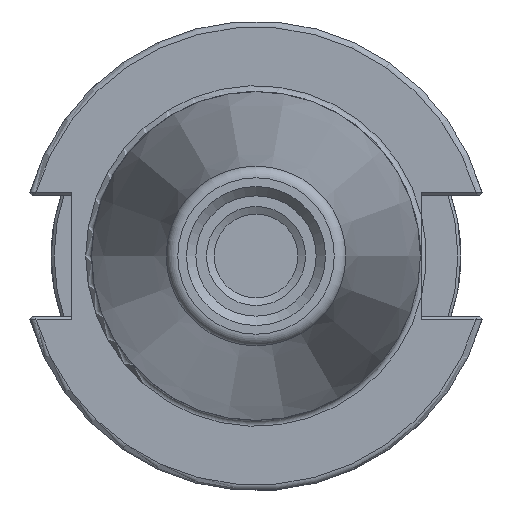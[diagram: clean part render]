
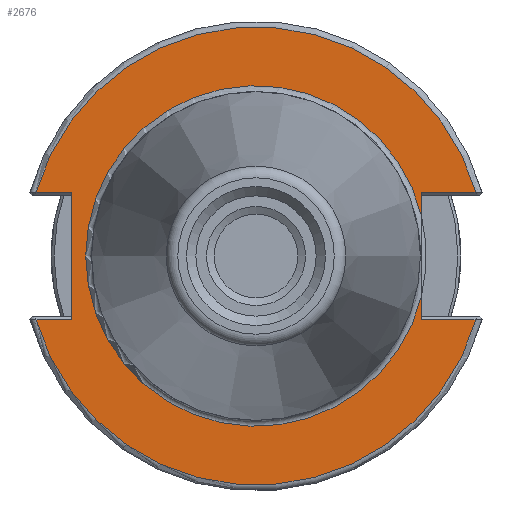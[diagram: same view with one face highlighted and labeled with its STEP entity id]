
A CAD part, left-side view. The second image highlights one B-rep face of the part: STEP entity #2676.
In plain terms, the highlighted planar face has unit normal (-1, 0, 0).
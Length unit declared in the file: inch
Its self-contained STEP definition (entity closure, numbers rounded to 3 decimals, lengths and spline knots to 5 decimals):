
#222=LINE('',#3986,#405);
#237=LINE('',#4068,#420);
#241=LINE('',#4079,#424);
#242=LINE('',#4081,#425);
#250=LINE('',#4096,#433);
#251=LINE('',#4099,#434);
#252=LINE('',#4102,#435);
#405=VECTOR('',#3306,0.67625);
#420=VECTOR('',#3329,0.19091);
#424=VECTOR('',#3339,0.12159);
#425=VECTOR('',#3340,0.12159);
#433=VECTOR('',#3350,0.29091);
#434=VECTOR('',#3353,0.19091);
#435=VECTOR('',#3356,0.29091);
#693=PLANE('',#2893);
#884=FACE_OUTER_BOUND('',#1081,.T.);
#1081=EDGE_LOOP('',(#2183,#2184,#2185,#2186,#2187,#2188,#2189,#2190,#2191,
#2192));
#1233=CIRCLE('',#2894,1.21875);
#1234=CIRCLE('',#2895,1.21875);
#1235=CIRCLE('',#2896,0.90625);
#1369=VERTEX_POINT('',#3984);
#1370=VERTEX_POINT('',#3985);
#1389=VERTEX_POINT('',#4067);
#1390=VERTEX_POINT('',#4071);
#1391=VERTEX_POINT('',#4072);
#1392=VERTEX_POINT('',#4076);
#1394=VERTEX_POINT('',#4080);
#1400=VERTEX_POINT('',#4095);
#1401=VERTEX_POINT('',#4098);
#1402=VERTEX_POINT('',#4100);
#1651=EDGE_CURVE('',#1369,#1370,#222,.T.);
#1673=EDGE_CURVE('',#1370,#1389,#237,.T.);
#1678=EDGE_CURVE('',#1391,#1392,#241,.T.);
#1679=EDGE_CURVE('',#1394,#1390,#242,.T.);
#1687=EDGE_CURVE('',#1392,#1400,#250,.T.);
#1688=EDGE_CURVE('',#1389,#1400,#1233,.T.);
#1689=EDGE_CURVE('',#1401,#1369,#251,.T.);
#1690=EDGE_CURVE('',#1402,#1401,#1234,.T.);
#1691=EDGE_CURVE('',#1402,#1394,#252,.T.);
#1692=EDGE_CURVE('',#1391,#1390,#1235,.T.);
#2183=ORIENTED_EDGE('',*,*,#1678,.T.);
#2184=ORIENTED_EDGE('',*,*,#1687,.T.);
#2185=ORIENTED_EDGE('',*,*,#1688,.F.);
#2186=ORIENTED_EDGE('',*,*,#1673,.F.);
#2187=ORIENTED_EDGE('',*,*,#1651,.F.);
#2188=ORIENTED_EDGE('',*,*,#1689,.F.);
#2189=ORIENTED_EDGE('',*,*,#1690,.F.);
#2190=ORIENTED_EDGE('',*,*,#1691,.T.);
#2191=ORIENTED_EDGE('',*,*,#1679,.T.);
#2192=ORIENTED_EDGE('',*,*,#1692,.F.);
#2676=ADVANCED_FACE('',(#884),#693,.T.);
#2893=AXIS2_PLACEMENT_3D('',#4094,#3348,#3349);
#2894=AXIS2_PLACEMENT_3D('',#4097,#3351,#3352);
#2895=AXIS2_PLACEMENT_3D('',#4101,#3354,#3355);
#2896=AXIS2_PLACEMENT_3D('',#4103,#3357,#3358);
#3306=DIRECTION('',(0.,0.,1.));
#3329=DIRECTION('',(0.,1.,0.));
#3339=DIRECTION('',(0.,0.,1.));
#3340=DIRECTION('',(0.,0.,1.));
#3348=DIRECTION('center_axis',(-1.,0.,0.));
#3349=DIRECTION('ref_axis',(0.,0.,1.));
#3350=DIRECTION('',(0.,-1.,0.));
#3351=DIRECTION('center_axis',(1.,0.,0.));
#3352=DIRECTION('ref_axis',(0.,0.,1.));
#3353=DIRECTION('',(0.,-1.,0.));
#3354=DIRECTION('center_axis',(1.,0.,0.));
#3355=DIRECTION('ref_axis',(0.,0.,-1.));
#3356=DIRECTION('',(0.,1.,0.));
#3357=DIRECTION('center_axis',(-1.,0.,0.));
#3358=DIRECTION('ref_axis',(0.,1.,0.));
#3984=CARTESIAN_POINT('',(2.815,0.98,-0.33813));
#3985=CARTESIAN_POINT('',(2.815,0.98,0.33813));
#3986=CARTESIAN_POINT('',(2.815,0.98,-0.33813));
#4067=CARTESIAN_POINT('',(2.815,1.17091,0.33813));
#4068=CARTESIAN_POINT('',(2.815,0.0275,0.33813));
#4071=CARTESIAN_POINT('',(2.815,-0.88,-0.21654));
#4072=CARTESIAN_POINT('',(2.815,-0.88,0.21654));
#4076=CARTESIAN_POINT('',(2.815,-0.88,0.33813));
#4079=CARTESIAN_POINT('',(2.815,-0.88,0.));
#4080=CARTESIAN_POINT('',(2.815,-0.88,-0.33813));
#4081=CARTESIAN_POINT('',(2.815,-0.88,0.));
#4094=CARTESIAN_POINT('Origin',(2.815,-0.875,0.));
#4095=CARTESIAN_POINT('',(2.815,-1.17091,0.33813));
#4096=CARTESIAN_POINT('',(2.815,-0.9025,0.33813));
#4097=CARTESIAN_POINT('Origin',(2.815,0.,0.));
#4098=CARTESIAN_POINT('',(2.815,1.17091,-0.33813));
#4099=CARTESIAN_POINT('',(2.815,0.2775,-0.33813));
#4100=CARTESIAN_POINT('',(2.815,-1.17091,-0.33813));
#4101=CARTESIAN_POINT('Origin',(2.815,0.,0.));
#4102=CARTESIAN_POINT('',(2.815,-0.9025,-0.33813));
#4103=CARTESIAN_POINT('Origin',(2.815,0.,0.));
